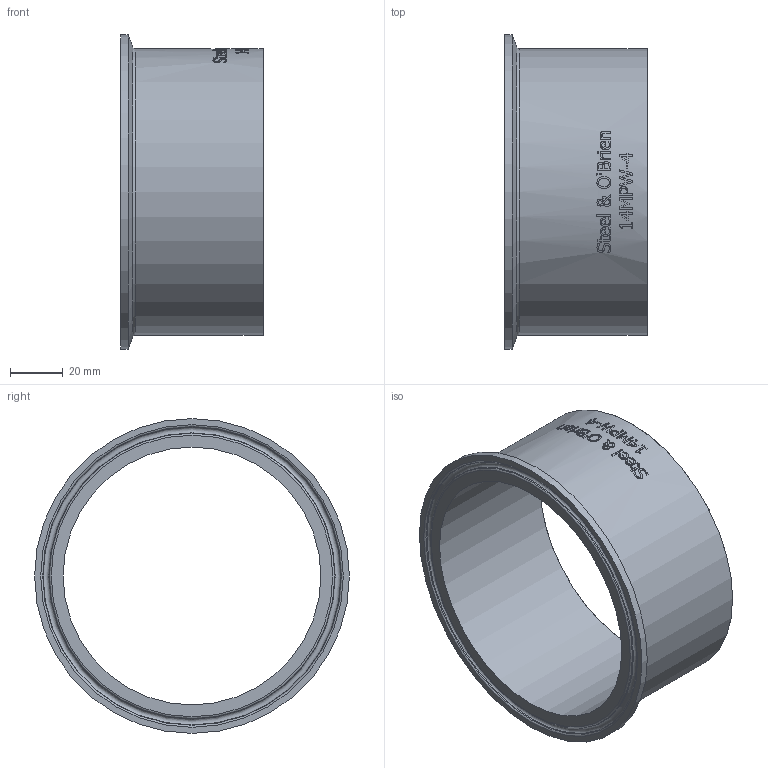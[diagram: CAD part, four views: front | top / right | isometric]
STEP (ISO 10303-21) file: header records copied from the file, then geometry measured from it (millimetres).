
FILE_DESCRIPTION(/* description */ (''),/* implementation_level */ '2;1');
FILE_NAME(/* name */ '14MPW-4.stp',/* time_stamp */ '2019-03-29T08:23:34-04:00',/* author */ ('rick'),/* organization */ (''),/* preprocessor_version */ 'ST-DEVELOPER v15.2',/* originating_system */ 'Autodesk Inventor 2014',/* authorisation */ '');
FILE_SCHEMA (('AUTOMOTIVE_DESIGN { 1 0 10303 214 3 1 1 }'));
Length unit declared in the file: inch
Products named in the file (1): 14MPW-4
Bounding box: 53.98 x 118.92 x 118.92 mm (x, y, z)
Volume: 99565.7 mm3; surface area: 42175.6 mm2
Topology: 1 solids, 1 shells, 331 faces, 879 edges, 583 vertices
Faces by surface type: plane 159, bspline 128, cylinder 35, torus 6, cone 3
Full cylindrical faces by diameter (mm): 97.384 x1, 108.102 x1, 118.923 x1
Entity records: 12521 total; most frequent: CARTESIAN_POINT 4955, ORIENTED_EDGE 1734, DIRECTION 1224, EDGE_CURVE 867, VERTEX_POINT 583, AXIS2_PLACEMENT_3D 409, LINE 406, VECTOR 406
